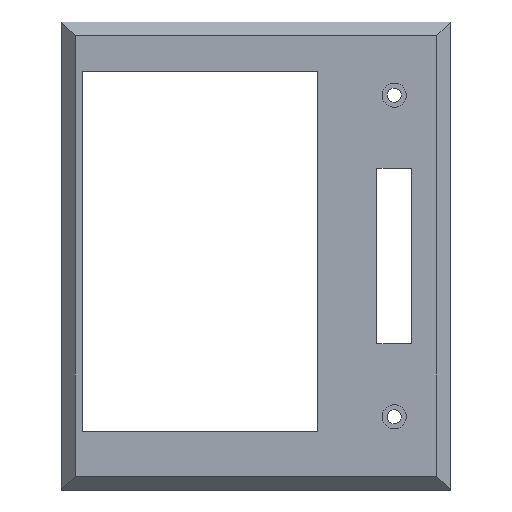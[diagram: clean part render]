
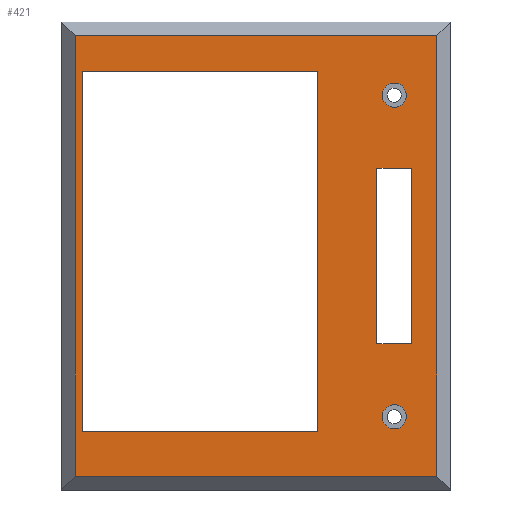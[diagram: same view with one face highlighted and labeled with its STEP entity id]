
A CAD part, top view. The second image highlights one B-rep face of the part: STEP entity #421.
In plain terms, the highlighted planar face has unit normal (0, 0, 1).
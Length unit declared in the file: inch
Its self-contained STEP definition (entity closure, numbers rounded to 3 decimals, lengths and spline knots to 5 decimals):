
#19=CIRCLE('',#460,0.08661);
#20=CIRCLE('',#461,0.08661);
#27=FACE_BOUND('',#68,.T.);
#28=FACE_BOUND('',#69,.T.);
#29=FACE_BOUND('',#70,.T.);
#30=FACE_BOUND('',#71,.T.);
#43=FACE_OUTER_BOUND('',#67,.T.);
#67=EDGE_LOOP('',(#307,#308,#309,#310));
#68=EDGE_LOOP('',(#311,#312,#313,#314));
#69=EDGE_LOOP('',(#315,#316,#317,#318));
#70=EDGE_LOOP('',(#319));
#71=EDGE_LOOP('',(#320));
#95=LINE('',#603,#143);
#99=LINE('',#611,#147);
#102=LINE('',#617,#150);
#106=LINE('',#623,#154);
#112=LINE('',#637,#160);
#113=LINE('',#639,#161);
#114=LINE('',#641,#162);
#115=LINE('',#642,#163);
#116=LINE('',#645,#164);
#117=LINE('',#647,#165);
#118=LINE('',#649,#166);
#119=LINE('',#650,#167);
#143=VECTOR('',#489,0.3937);
#147=VECTOR('',#495,0.3937);
#150=VECTOR('',#500,0.3937);
#154=VECTOR('',#506,0.3937);
#160=VECTOR('',#518,0.3937);
#161=VECTOR('',#519,0.3937);
#162=VECTOR('',#520,0.3937);
#163=VECTOR('',#521,0.3937);
#164=VECTOR('',#522,0.3937);
#165=VECTOR('',#523,0.3937);
#166=VECTOR('',#524,0.3937);
#167=VECTOR('',#525,0.3937);
#191=VERTEX_POINT('',#601);
#192=VERTEX_POINT('',#602);
#195=VERTEX_POINT('',#610);
#197=VERTEX_POINT('',#616);
#202=VERTEX_POINT('',#635);
#203=VERTEX_POINT('',#636);
#204=VERTEX_POINT('',#638);
#205=VERTEX_POINT('',#640);
#206=VERTEX_POINT('',#643);
#207=VERTEX_POINT('',#644);
#208=VERTEX_POINT('',#646);
#209=VERTEX_POINT('',#648);
#210=VERTEX_POINT('',#651);
#211=VERTEX_POINT('',#653);
#227=EDGE_CURVE('',#191,#192,#95,.T.);
#231=EDGE_CURVE('',#192,#195,#99,.T.);
#234=EDGE_CURVE('',#195,#197,#102,.T.);
#238=EDGE_CURVE('',#197,#191,#106,.T.);
#244=EDGE_CURVE('',#202,#203,#112,.T.);
#245=EDGE_CURVE('',#203,#204,#113,.T.);
#246=EDGE_CURVE('',#204,#205,#114,.T.);
#247=EDGE_CURVE('',#205,#202,#115,.T.);
#248=EDGE_CURVE('',#206,#207,#116,.T.);
#249=EDGE_CURVE('',#207,#208,#117,.T.);
#250=EDGE_CURVE('',#208,#209,#118,.T.);
#251=EDGE_CURVE('',#209,#206,#119,.T.);
#252=EDGE_CURVE('',#210,#210,#19,.T.);
#253=EDGE_CURVE('',#211,#211,#20,.T.);
#307=ORIENTED_EDGE('',*,*,#227,.F.);
#308=ORIENTED_EDGE('',*,*,#238,.F.);
#309=ORIENTED_EDGE('',*,*,#234,.F.);
#310=ORIENTED_EDGE('',*,*,#231,.F.);
#311=ORIENTED_EDGE('',*,*,#244,.T.);
#312=ORIENTED_EDGE('',*,*,#245,.T.);
#313=ORIENTED_EDGE('',*,*,#246,.T.);
#314=ORIENTED_EDGE('',*,*,#247,.T.);
#315=ORIENTED_EDGE('',*,*,#248,.T.);
#316=ORIENTED_EDGE('',*,*,#249,.T.);
#317=ORIENTED_EDGE('',*,*,#250,.T.);
#318=ORIENTED_EDGE('',*,*,#251,.T.);
#319=ORIENTED_EDGE('',*,*,#252,.T.);
#320=ORIENTED_EDGE('',*,*,#253,.T.);
#401=PLANE('',#459);
#421=ADVANCED_FACE('',(#43,#27,#28,#29,#30),#401,.T.);
#459=AXIS2_PLACEMENT_3D('',#634,#516,#517);
#460=AXIS2_PLACEMENT_3D('',#652,#526,#527);
#461=AXIS2_PLACEMENT_3D('',#654,#528,#529);
#489=DIRECTION('',(1.,0.,0.));
#495=DIRECTION('',(0.,-1.,0.));
#500=DIRECTION('',(-1.,0.,0.));
#506=DIRECTION('',(0.,1.,0.));
#516=DIRECTION('center_axis',(0.,0.,1.));
#517=DIRECTION('ref_axis',(1.,0.,0.));
#518=DIRECTION('',(1.,0.,0.));
#519=DIRECTION('',(0.,-1.,0.));
#520=DIRECTION('',(-1.,0.,0.));
#521=DIRECTION('',(0.,1.,0.));
#522=DIRECTION('',(-1.,0.,0.));
#523=DIRECTION('',(0.,1.,0.));
#524=DIRECTION('',(1.,0.,0.));
#525=DIRECTION('',(0.,-1.,0.));
#526=DIRECTION('center_axis',(0.,0.,-1.));
#527=DIRECTION('ref_axis',(1.,0.,0.));
#528=DIRECTION('center_axis',(0.,0.,-1.));
#529=DIRECTION('ref_axis',(1.,0.,0.));
#601=CARTESIAN_POINT('',(25.99,1.74835,0.25));
#602=CARTESIAN_POINT('',(28.589,1.74835,0.25));
#603=CARTESIAN_POINT('',(27.98925,1.74835,0.25));
#610=CARTESIAN_POINT('',(28.589,-1.41765,0.25));
#611=CARTESIAN_POINT('',(28.589,-0.67615,0.25));
#616=CARTESIAN_POINT('',(25.99,-1.41765,0.25));
#617=CARTESIAN_POINT('',(26.58975,-1.41765,0.25));
#623=CARTESIAN_POINT('',(25.99,1.00685,0.25));
#634=CARTESIAN_POINT('Origin',(27.2895,0.16535,0.25));
#635=CARTESIAN_POINT('',(28.159,0.79535,0.25));
#636=CARTESIAN_POINT('',(28.409,0.79535,0.25));
#637=CARTESIAN_POINT('',(27.879,0.79535,0.25));
#638=CARTESIAN_POINT('',(28.409,-0.46465,0.25));
#639=CARTESIAN_POINT('',(28.409,0.79535,0.25));
#640=CARTESIAN_POINT('',(28.159,-0.46465,0.25));
#641=CARTESIAN_POINT('',(28.689,-0.46465,0.25));
#642=CARTESIAN_POINT('',(28.159,0.79535,0.25));
#643=CARTESIAN_POINT('',(27.731,-1.09965,0.25));
#644=CARTESIAN_POINT('',(26.038,-1.09965,0.25));
#645=CARTESIAN_POINT('',(27.879,-1.09965,0.25));
#646=CARTESIAN_POINT('',(26.038,1.49235,0.25));
#647=CARTESIAN_POINT('',(26.038,1.49235,0.25));
#648=CARTESIAN_POINT('',(27.731,1.49235,0.25));
#649=CARTESIAN_POINT('',(27.879,1.49235,0.25));
#650=CARTESIAN_POINT('',(27.731,1.49235,0.25));
#651=CARTESIAN_POINT('',(28.19739,-0.99115,0.25));
#652=CARTESIAN_POINT('Origin',(28.284,-0.99115,0.25));
#653=CARTESIAN_POINT('',(28.19739,1.32185,0.25));
#654=CARTESIAN_POINT('Origin',(28.284,1.32185,0.25));
